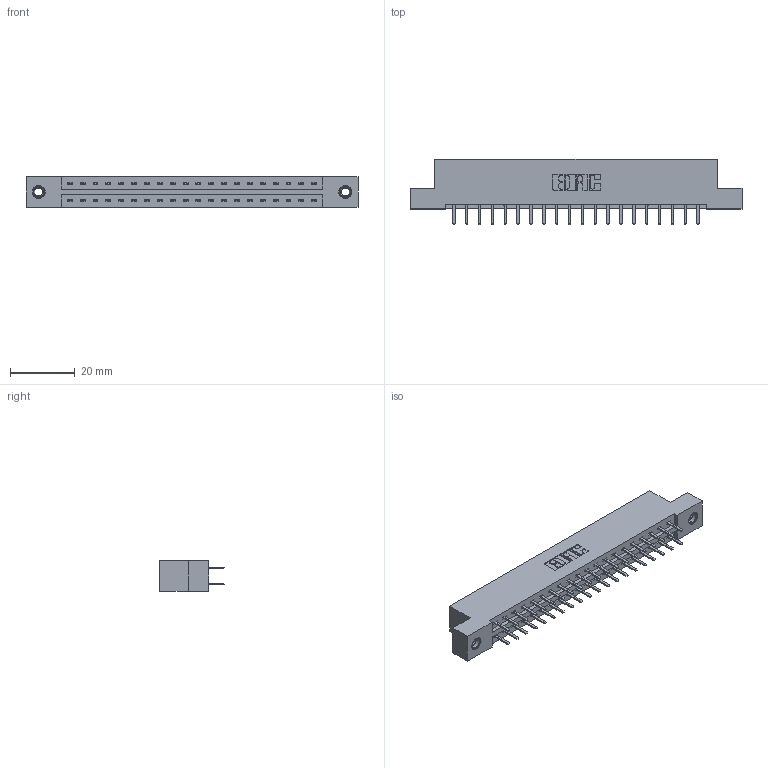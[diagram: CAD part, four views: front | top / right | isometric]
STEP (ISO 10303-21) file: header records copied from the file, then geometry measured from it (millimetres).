
FILE_DESCRIPTION (( 'STEP AP203' ), '1' );
FILE_NAME ('337-040-520-207.STEP', '2019-10-09T11:18:38', ( '' ), ( '' ), 'SwSTEP 2.0', 'SolidWorks 2016', '' );
FILE_SCHEMA (( 'CONFIG_CONTROL_DESIGN' ));
Length unit declared in the file: inch
Products named in the file (4): 345-250-001_345-250-005-103; 337 Part_Flush Mounting Lugs - 0.156 Dia-TI; 337-040-520-207; 345-292-001_345-293-120
Assembly tree (43 placements, depth 2):
  337-040-520-207
    337 Part_Flush Mounting Lugs - 0.156 Dia-TI
    345-292-001_345-293-120  x40
    345-250-001_345-250-005-103  x2
Bounding box: 102.26 x 20.02 x 9.4 mm (x, y, z)
Volume: 10453.1 mm3; surface area: 11589.3 mm2
Topology: 43 solids, 43 shells, 2494 faces, 7207 edges, 4690 vertices
Faces by surface type: plane 1702, cylinder 776, cone 12, torus 4
Entity records: 19652 total; most frequent: CARTESIAN_POINT 3321, ORIENTED_EDGE 3238, DIRECTION 2885, EDGE_CURVE 1619, VECTOR 1467, LINE 1467, VERTEX_POINT 1072, AXIS2_PLACEMENT_3D 709
